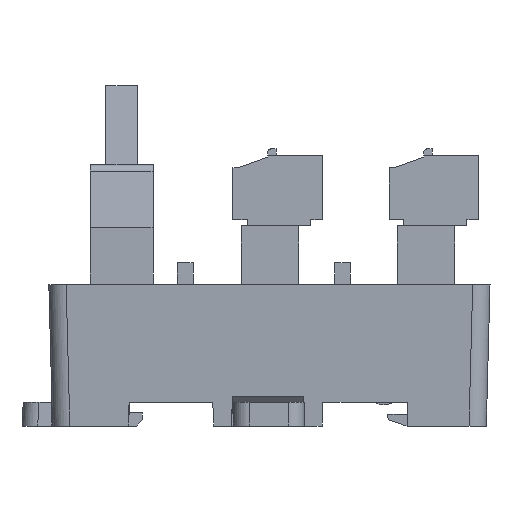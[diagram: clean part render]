
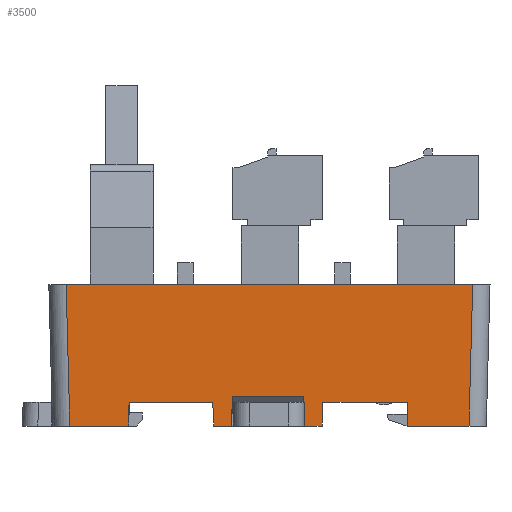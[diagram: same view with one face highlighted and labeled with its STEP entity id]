
A CAD part, left-side view. The second image highlights one B-rep face of the part: STEP entity #3500.
In plain terms, the highlighted planar face has unit normal (-1, 0, -0.026).
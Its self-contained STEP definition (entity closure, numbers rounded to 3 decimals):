
#1980=FACE_OUTER_BOUND('',#7680,.T.);
#3500=ADVANCED_FACE('',(#1980),#5178,.T.);
#5178=PLANE('',#33195);
#7680=EDGE_LOOP('',(#10208,#10209,#10210,#10211,#10212,#10213,#10214,#10215,
#10216,#10217,#10218,#10219,#10220,#10221,#10222,#10223));
#10208=ORIENTED_EDGE('',*,*,#21682,.F.);
#10209=ORIENTED_EDGE('',*,*,#21683,.T.);
#10210=ORIENTED_EDGE('',*,*,#21684,.T.);
#10211=ORIENTED_EDGE('',*,*,#21561,.T.);
#10212=ORIENTED_EDGE('',*,*,#21685,.T.);
#10213=ORIENTED_EDGE('',*,*,#21686,.T.);
#10214=ORIENTED_EDGE('',*,*,#21687,.T.);
#10215=ORIENTED_EDGE('',*,*,#21688,.F.);
#10216=ORIENTED_EDGE('',*,*,#21689,.T.);
#10217=ORIENTED_EDGE('',*,*,#21690,.T.);
#10218=ORIENTED_EDGE('',*,*,#21691,.F.);
#10219=ORIENTED_EDGE('',*,*,#21571,.T.);
#10220=ORIENTED_EDGE('',*,*,#21692,.F.);
#10221=ORIENTED_EDGE('',*,*,#21693,.T.);
#10222=ORIENTED_EDGE('',*,*,#21694,.F.);
#10223=ORIENTED_EDGE('',*,*,#21695,.T.);
#18570=VERTEX_POINT('',#44619);
#18571=VERTEX_POINT('',#44621);
#18580=VERTEX_POINT('',#44639);
#18581=VERTEX_POINT('',#44641);
#18671=VERTEX_POINT('',#44862);
#18672=VERTEX_POINT('',#44863);
#18673=VERTEX_POINT('',#44865);
#18674=VERTEX_POINT('',#44868);
#18675=VERTEX_POINT('',#44870);
#18676=VERTEX_POINT('',#44872);
#18677=VERTEX_POINT('',#44874);
#18678=VERTEX_POINT('',#44876);
#18679=VERTEX_POINT('',#44878);
#18680=VERTEX_POINT('',#44881);
#18681=VERTEX_POINT('',#44883);
#18682=VERTEX_POINT('',#44885);
#21561=EDGE_CURVE('',#18571,#18570,#25871,.T.);
#21571=EDGE_CURVE('',#18581,#18580,#25879,.T.);
#21682=EDGE_CURVE('',#18671,#18672,#25987,.T.);
#21683=EDGE_CURVE('',#18671,#18673,#25988,.T.);
#21684=EDGE_CURVE('',#18673,#18571,#25989,.T.);
#21685=EDGE_CURVE('',#18570,#18674,#25990,.T.);
#21686=EDGE_CURVE('',#18674,#18675,#25991,.T.);
#21687=EDGE_CURVE('',#18675,#18676,#25992,.T.);
#21688=EDGE_CURVE('',#18677,#18676,#25993,.T.);
#21689=EDGE_CURVE('',#18677,#18678,#25994,.T.);
#21690=EDGE_CURVE('',#18678,#18679,#25995,.T.);
#21691=EDGE_CURVE('',#18581,#18679,#25996,.T.);
#21692=EDGE_CURVE('',#18680,#18580,#25997,.T.);
#21693=EDGE_CURVE('',#18680,#18681,#25998,.T.);
#21694=EDGE_CURVE('',#18682,#18681,#25999,.T.);
#21695=EDGE_CURVE('',#18682,#18672,#26000,.T.);
#25871=LINE('',#44620,#29639);
#25879=LINE('',#44640,#29647);
#25987=LINE('',#44861,#29755);
#25988=LINE('',#44864,#29756);
#25989=LINE('',#44866,#29757);
#25990=LINE('',#44867,#29758);
#25991=LINE('',#44869,#29759);
#25992=LINE('',#44871,#29760);
#25993=LINE('',#44873,#29761);
#25994=LINE('',#44875,#29762);
#25995=LINE('',#44877,#29763);
#25996=LINE('',#44879,#29764);
#25997=LINE('',#44880,#29765);
#25998=LINE('',#44882,#29766);
#25999=LINE('',#44884,#29767);
#26000=LINE('',#44886,#29768);
#29639=VECTOR('',#35856,1.);
#29647=VECTOR('',#35868,1.);
#29755=VECTOR('',#36022,1.);
#29756=VECTOR('',#36023,1.);
#29757=VECTOR('',#36024,1.);
#29758=VECTOR('',#36025,1.);
#29759=VECTOR('',#36026,1.);
#29760=VECTOR('',#36027,1.);
#29761=VECTOR('',#36028,1.);
#29762=VECTOR('',#36029,1.);
#29763=VECTOR('',#36030,1.);
#29764=VECTOR('',#36031,1.);
#29765=VECTOR('',#36032,1.);
#29766=VECTOR('',#36033,1.);
#29767=VECTOR('',#36034,1.);
#29768=VECTOR('',#36035,1.);
#33195=AXIS2_PLACEMENT_3D('',#44887,#36036,#36037);
#35856=DIRECTION('',(0.,-1.,0.));
#35868=DIRECTION('',(0.,-1.,0.));
#36022=DIRECTION('',(-0.026,0.009,1.));
#36023=DIRECTION('',(0.,-1.,0.));
#36024=DIRECTION('',(-0.026,-0.035,0.999));
#36025=DIRECTION('',(0.026,-0.017,-1.));
#36026=DIRECTION('',(0.,-1.,0.));
#36027=DIRECTION('',(-0.026,-0.026,0.999));
#36028=DIRECTION('',(0.,-1.,0.));
#36029=DIRECTION('',(0.026,-0.026,-0.999));
#36030=DIRECTION('',(0.,-1.,0.));
#36031=DIRECTION('',(0.026,0.017,-1.));
#36032=DIRECTION('',(-0.026,0.035,0.999));
#36033=DIRECTION('',(0.,-1.,0.));
#36034=DIRECTION('',(0.026,0.009,-1.));
#36035=DIRECTION('',(0.,-1.,0.));
#36036=DIRECTION('',(-1.,0.,-0.026));
#36037=DIRECTION('',(-0.026,0.,1.));
#44619=CARTESIAN_POINT('',(329.647,191.695,177.));
#44620=CARTESIAN_POINT('',(329.647,209.445,177.));
#44621=CARTESIAN_POINT('',(329.647,202.445,177.));
#44639=CARTESIAN_POINT('',(329.647,216.445,177.));
#44640=CARTESIAN_POINT('',(329.647,209.445,177.));
#44641=CARTESIAN_POINT('',(329.647,227.095,177.));
#44861=CARTESIAN_POINT('',(329.254,205.026,192.032));
#44862=CARTESIAN_POINT('',(329.726,204.869,174.));
#44863=CARTESIAN_POINT('',(329.628,204.902,177.726));
#44864=CARTESIAN_POINT('',(329.726,209.445,174.));
#44865=CARTESIAN_POINT('',(329.726,202.55,174.));
#44866=CARTESIAN_POINT('',(329.261,201.93,191.753));
#44867=CARTESIAN_POINT('',(329.247,191.962,192.294));
#44868=CARTESIAN_POINT('',(329.726,191.643,174.));
#44869=CARTESIAN_POINT('',(329.726,208.945,174.));
#44870=CARTESIAN_POINT('',(329.726,183.866,174.));
#44871=CARTESIAN_POINT('',(329.272,183.412,191.34));
#44872=CARTESIAN_POINT('',(329.254,183.395,192.));
#44873=CARTESIAN_POINT('',(329.254,208.945,192.));
#44874=CARTESIAN_POINT('',(329.254,235.096,192.));
#44875=CARTESIAN_POINT('',(329.272,235.079,191.34));
#44876=CARTESIAN_POINT('',(329.726,234.625,174.));
#44877=CARTESIAN_POINT('',(329.726,209.445,174.));
#44878=CARTESIAN_POINT('',(329.726,227.148,174.));
#44879=CARTESIAN_POINT('',(329.679,227.116,175.796));
#44880=CARTESIAN_POINT('',(329.679,216.403,175.798));
#44881=CARTESIAN_POINT('',(329.726,216.341,174.));
#44882=CARTESIAN_POINT('',(329.726,209.445,174.));
#44883=CARTESIAN_POINT('',(329.726,214.021,174.));
#44884=CARTESIAN_POINT('',(329.253,213.864,192.04));
#44885=CARTESIAN_POINT('',(329.628,213.989,177.726));
#44886=CARTESIAN_POINT('',(329.628,0.,177.726));
#44887=CARTESIAN_POINT('',(329.254,208.945,191.997));
